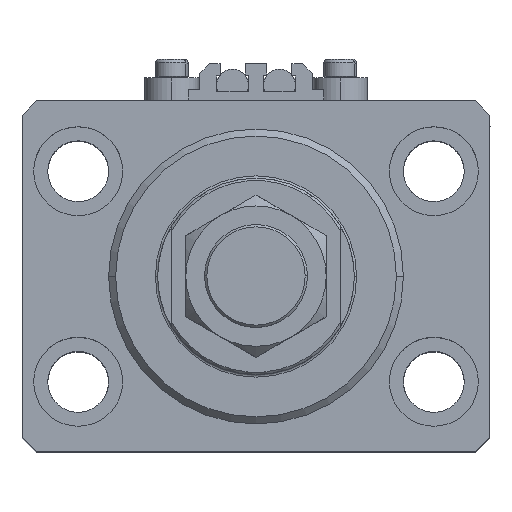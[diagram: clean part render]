
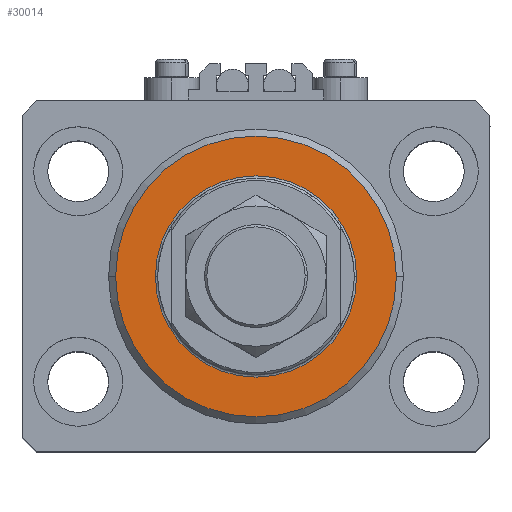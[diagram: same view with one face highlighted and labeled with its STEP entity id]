
A CAD part, top view. The second image highlights one B-rep face of the part: STEP entity #30014.
In plain terms, the highlighted face is planar.
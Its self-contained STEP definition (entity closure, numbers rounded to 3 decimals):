
#923 = CIRCLE ( 'NONE', #2543, 30. ) ;
#1105 = ORIENTED_EDGE ( 'NONE', *, *, #46271, .T. ) ;
#2238 = CARTESIAN_POINT ( 'NONE',  ( -21.5, 0., 0. ) ) ;
#2543 = AXIS2_PLACEMENT_3D ( 'NONE', #38473, #7709, #19753 ) ;
#2869 = CARTESIAN_POINT ( 'NONE',  ( -30., 0., 0. ) ) ;
#3974 = DIRECTION ( 'NONE',  ( 1., 0., 0. ) ) ;
#7514 = CARTESIAN_POINT ( 'NONE',  ( 21.5, 0., 0. ) ) ;
#7709 = DIRECTION ( 'NONE',  ( 0., 0., -1. ) ) ;
#9267 = VERTEX_POINT ( 'NONE', #7514 ) ;
#9821 = CIRCLE ( 'NONE', #38505, 21.5 ) ;
#12067 = CIRCLE ( 'NONE', #47225, 30. ) ;
#13059 = EDGE_LOOP ( 'NONE', ( #48053, #50716 ) ) ;
#13950 = CARTESIAN_POINT ( 'NONE',  ( 0., 0., 0. ) ) ;
#16871 = DIRECTION ( 'NONE',  ( 0., 0., 1. ) ) ;
#17797 = PLANE ( 'NONE',  #26153 ) ;
#19753 = DIRECTION ( 'NONE',  ( 1., 0., 0. ) ) ;
#26153 = AXIS2_PLACEMENT_3D ( 'NONE', #13950, #28813, #36507 ) ;
#26576 = EDGE_CURVE ( 'NONE', #50083, #35651, #12067, .T. ) ;
#28813 = DIRECTION ( 'NONE',  ( 0., 0., 1. ) ) ;
#30014 = ADVANCED_FACE ( 'NONE', ( #40348, #44179 ), #17797, .F. ) ;
#30914 = CARTESIAN_POINT ( 'NONE',  ( 0., 0., 0. ) ) ;
#31589 = ORIENTED_EDGE ( 'NONE', *, *, #43431, .T. ) ;
#31833 = CARTESIAN_POINT ( 'NONE',  ( 0., 0., 0. ) ) ;
#32513 = DIRECTION ( 'NONE',  ( 1., 0., 0. ) ) ;
#32699 = EDGE_LOOP ( 'NONE', ( #31589, #1105 ) ) ;
#32840 = CIRCLE ( 'NONE', #45097, 21.5 ) ;
#35651 = VERTEX_POINT ( 'NONE', #2869 ) ;
#36351 = CARTESIAN_POINT ( 'NONE',  ( 0., 0., 0. ) ) ;
#36507 = DIRECTION ( 'NONE',  ( 1., 0., 0. ) ) ;
#38473 = CARTESIAN_POINT ( 'NONE',  ( 0., 0., 0. ) ) ;
#38505 = AXIS2_PLACEMENT_3D ( 'NONE', #31833, #39249, #39500 ) ;
#39249 = DIRECTION ( 'NONE',  ( 0., 0., 1. ) ) ;
#39500 = DIRECTION ( 'NONE',  ( 1., 0., 0. ) ) ;
#40348 = FACE_BOUND ( 'NONE', #32699, .T. ) ;
#42923 = DIRECTION ( 'NONE',  ( 0., 0., -1. ) ) ;
#43431 = EDGE_CURVE ( 'NONE', #9267, #49233, #9821, .T. ) ;
#44179 = FACE_OUTER_BOUND ( 'NONE', #13059, .T. ) ;
#45097 = AXIS2_PLACEMENT_3D ( 'NONE', #36351, #16871, #32513 ) ;
#45330 = CARTESIAN_POINT ( 'NONE',  ( 30., 0., 0. ) ) ;
#46271 = EDGE_CURVE ( 'NONE', #49233, #9267, #32840, .T. ) ;
#47225 = AXIS2_PLACEMENT_3D ( 'NONE', #30914, #42923, #3974 ) ;
#48053 = ORIENTED_EDGE ( 'NONE', *, *, #26576, .T. ) ;
#48836 = EDGE_CURVE ( 'NONE', #35651, #50083, #923, .T. ) ;
#49233 = VERTEX_POINT ( 'NONE', #2238 ) ;
#50083 = VERTEX_POINT ( 'NONE', #45330 ) ;
#50716 = ORIENTED_EDGE ( 'NONE', *, *, #48836, .T. ) ;
